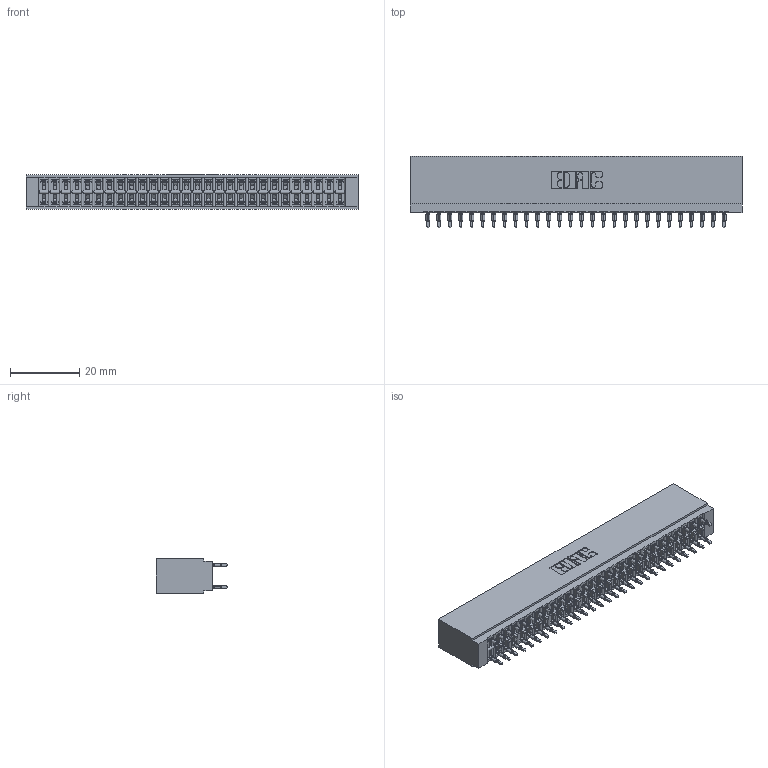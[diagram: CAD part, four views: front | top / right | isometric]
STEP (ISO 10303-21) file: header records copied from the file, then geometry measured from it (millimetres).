
FILE_DESCRIPTION (( 'STEP AP203' ), '1' );
FILE_NAME ('746-056-560-201.STEP', '2020-09-17T18:50:37', ( '' ), ( '' ), 'SwSTEP 2.0', 'SolidWorks 2020', '' );
FILE_SCHEMA (( 'CONFIG_CONTROL_DESIGN' ));
Products named in the file (3): 746-292-001_560; 746-056-560-201; 746 Part_.515 Slot Depth - 01
Assembly tree (57 placements, depth 2):
  746-056-560-201
    746 Part_.515 Slot Depth - 01
    746-292-001_560  x56
Bounding box: 96.14 x 20.82 x 9.91 mm (x, y, z)
Volume: 10609.2 mm3; surface area: 17807.6 mm2
Topology: 57 solids, 57 shells, 5389 faces, 14991 edges, 9611 vertices
Faces by surface type: plane 2687, cylinder 1246, bspline 1120, torus 336
Entity records: 45378 total; most frequent: CARTESIAN_POINT 9139, ORIENTED_EDGE 7762, DIRECTION 6511, EDGE_CURVE 3881, LINE 3409, VECTOR 3409, VERTEX_POINT 2571, AXIS2_PLACEMENT_3D 1551
